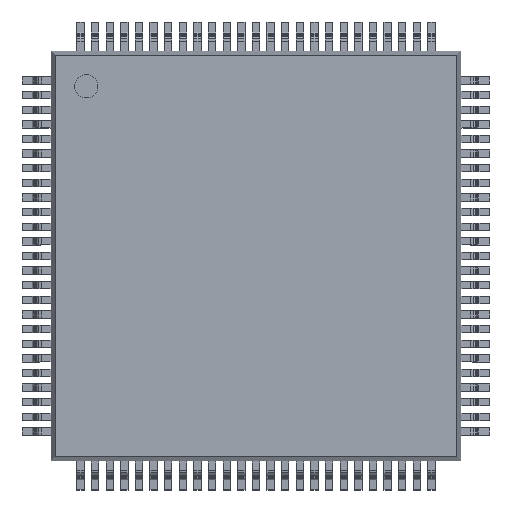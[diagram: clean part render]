
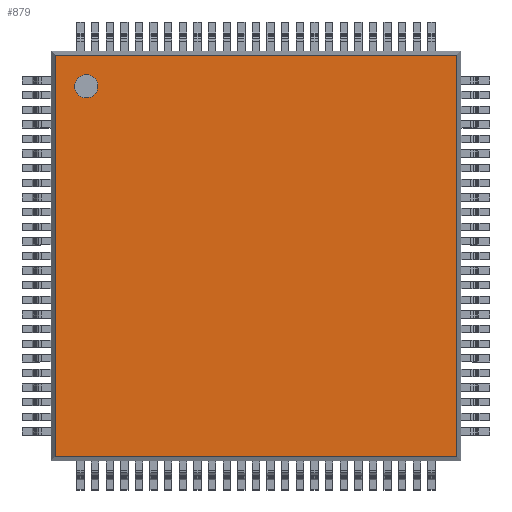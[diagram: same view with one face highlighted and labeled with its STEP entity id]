
A CAD part, top view. The second image highlights one B-rep face of the part: STEP entity #879.
In plain terms, the highlighted planar face has unit normal (0, 0, 1).
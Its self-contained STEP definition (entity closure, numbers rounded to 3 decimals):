
#666 = EDGE_LOOP ( 'NONE', ( #713, #816, #741, #833 ) ) ;
#668 = VERTEX_POINT ( 'NONE', #1499 ) ;
#712 = VERTEX_POINT ( 'NONE', #1598 ) ;
#713 = ORIENTED_EDGE ( 'NONE', *, *, #732, .F. ) ;
#715 = VERTEX_POINT ( 'NONE', #1597 ) ;
#732 = EDGE_CURVE ( 'NONE', #668, #715, #1562, .T. ) ;
#741 = ORIENTED_EDGE ( 'NONE', *, *, #815, .F. ) ;
#815 = EDGE_CURVE ( 'NONE', #712, #818, #3300, .T. ) ;
#816 = ORIENTED_EDGE ( 'NONE', *, *, #817, .F. ) ;
#817 = EDGE_CURVE ( 'NONE', #818, #668, #3302, .T. ) ;
#818 = VERTEX_POINT ( 'NONE', #3312 ) ;
#833 = ORIENTED_EDGE ( 'NONE', *, *, #834, .F. ) ;
#834 = EDGE_CURVE ( 'NONE', #715, #712, #3394, .T. ) ;
#879 = ADVANCED_FACE ( 'NONE', ( #1680 ), #1678, .T. ) ;
#1499 = CARTESIAN_POINT ( 'NONE',  ( 6.86, 6.86, 0.01 ) ) ;
#1560 = CARTESIAN_POINT ( 'NONE',  ( 6.86, 6.86, 0.01 ) ) ;
#1562 = LINE ( 'NONE', #1560, #1612 ) ;
#1597 = CARTESIAN_POINT ( 'NONE',  ( 6.86, -6.86, 0.01 ) ) ;
#1598 = CARTESIAN_POINT ( 'NONE',  ( -6.86, -6.86, 0.01 ) ) ;
#1611 = DIRECTION ( 'NONE',  ( 0., -1., 0. ) ) ;
#1612 = VECTOR ( 'NONE', #1611, 1000. ) ;
#1674 = DIRECTION ( 'NONE',  ( 1., 0., 0. ) ) ;
#1675 = DIRECTION ( 'NONE',  ( 0., 0., 1. ) ) ;
#1676 = CARTESIAN_POINT ( 'NONE',  ( -6.86, 6.86, 0.01 ) ) ;
#1677 = AXIS2_PLACEMENT_3D ( 'NONE', #1676, #1675, #1674 ) ;
#1678 = PLANE ( 'NONE',  #1677 ) ;
#1680 = FACE_OUTER_BOUND ( 'NONE', #666, .T. ) ;
#3299 = CARTESIAN_POINT ( 'NONE',  ( -6.86, -6.86, 0.01 ) ) ;
#3300 = LINE ( 'NONE', #3299, #3304 ) ;
#3302 = LINE ( 'NONE', #3311, #3319 ) ;
#3303 = DIRECTION ( 'NONE',  ( 0., 1., 0. ) ) ;
#3304 = VECTOR ( 'NONE', #3303, 1000. ) ;
#3310 = DIRECTION ( 'NONE',  ( 1., 0., 0. ) ) ;
#3311 = CARTESIAN_POINT ( 'NONE',  ( -6.86, 6.86, 0.01 ) ) ;
#3312 = CARTESIAN_POINT ( 'NONE',  ( -6.86, 6.86, 0.01 ) ) ;
#3319 = VECTOR ( 'NONE', #3310, 1000. ) ;
#3391 = DIRECTION ( 'NONE',  ( -1., 0., 0. ) ) ;
#3392 = VECTOR ( 'NONE', #3391, 1000. ) ;
#3393 = CARTESIAN_POINT ( 'NONE',  ( 6.86, -6.86, 0.01 ) ) ;
#3394 = LINE ( 'NONE', #3393, #3392 ) ;
